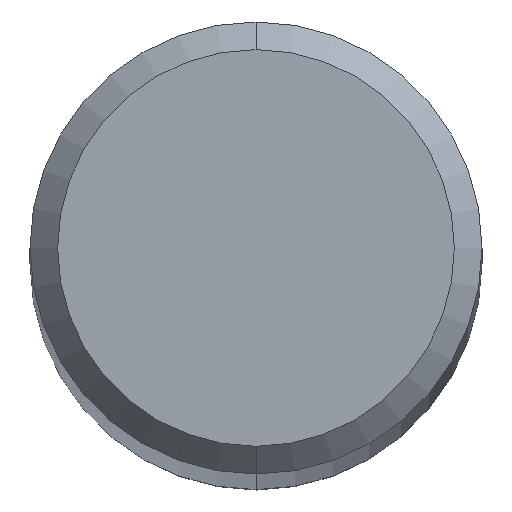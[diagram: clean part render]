
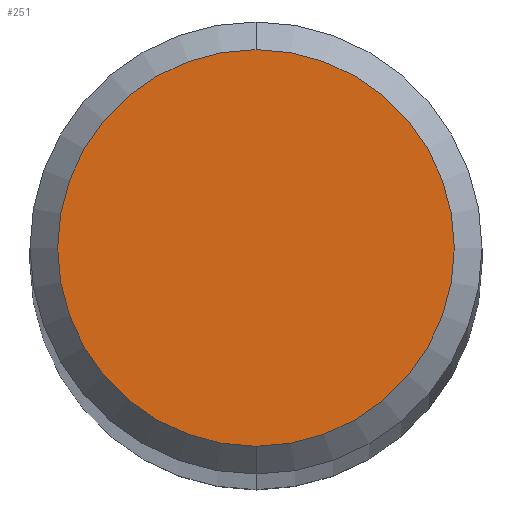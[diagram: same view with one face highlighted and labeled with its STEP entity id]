
A CAD part, top view. The second image highlights one B-rep face of the part: STEP entity #251.
In plain terms, the highlighted planar face has unit normal (0, 0, 1).
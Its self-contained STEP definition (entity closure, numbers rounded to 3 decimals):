
#209=VERTEX_POINT('',#452);
#223=VERTEX_POINT('',#468);
#251=ADVANCED_FACE('',(#498),#499,.T.);
#263=EDGE_CURVE('',#209,#223,#512,.T.);
#321=EDGE_CURVE('',#223,#209,#577,.T.);
#452=CARTESIAN_POINT('',(0.,-2.15,0.0));
#468=CARTESIAN_POINT('',(0.0,2.15,0.0));
#498=FACE_OUTER_BOUND('',#787,.T.);
#499=PLANE('',#788);
#512=CIRCLE('',#805,2.15);
#577=CIRCLE('',#889,2.15);
#787=EDGE_LOOP('',(#1099,#1100));
#788=AXIS2_PLACEMENT_3D('',#1101,#1102,#1103);
#805=AXIS2_PLACEMENT_3D('',#1116,#1117,#1118);
#889=AXIS2_PLACEMENT_3D('',#1199,#1200,#1201);
#1099=ORIENTED_EDGE('',*,*,#321,.F.);
#1100=ORIENTED_EDGE('',*,*,#263,.F.);
#1101=CARTESIAN_POINT('',(0.0,1.075,0.0));
#1102=DIRECTION('',(-0.0,0.0,1.0));
#1103=DIRECTION('',(0.0,-1.0,0.0));
#1116=CARTESIAN_POINT('',(0.0,0.0,0.0));
#1117=DIRECTION('',(0.0,0.0,-1.0));
#1118=DIRECTION('',(0.0,1.0,0.0));
#1199=CARTESIAN_POINT('',(0.0,0.0,0.0));
#1200=DIRECTION('',(0.0,0.0,-1.0));
#1201=DIRECTION('',(0.0,1.0,0.0));
